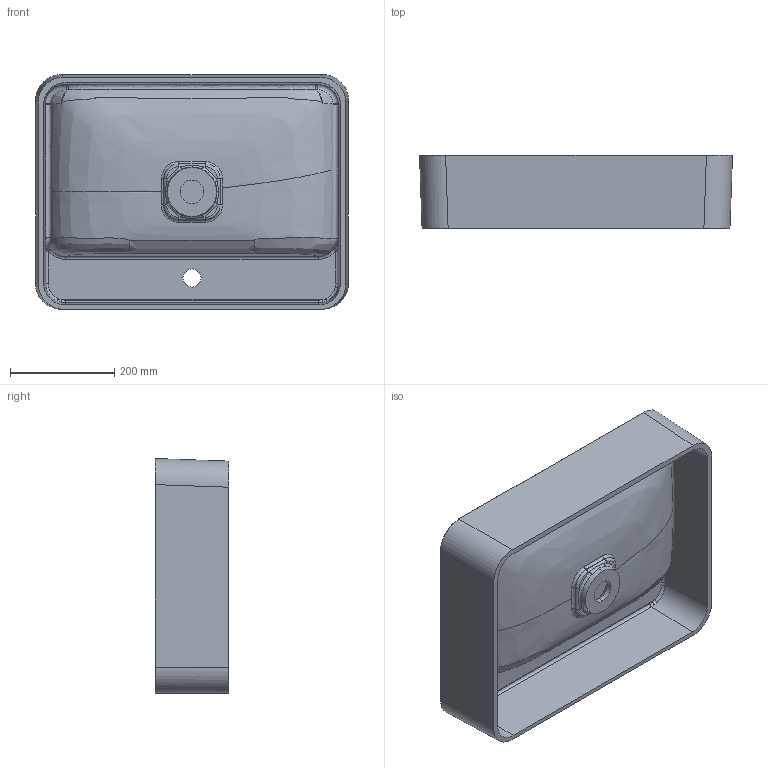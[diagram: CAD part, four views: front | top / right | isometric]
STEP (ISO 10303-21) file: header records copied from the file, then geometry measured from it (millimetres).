
FILE_DESCRIPTION (( 'STEP AP214' ), '1' );
FILE_NAME ('Marrakesh.STEP', '2020-09-17T06:41:25', ( '' ), ( '' ), 'SwSTEP 2.0', 'SolidWorks 2018', '' );
FILE_SCHEMA (( 'AUTOMOTIVE_DESIGN' ));
Length unit declared in the file: millimetre
Products named in the file (1): Marrakesh
Bounding box: 600 x 140 x 450.24 mm (x, y, z)
Volume: 7066971.6 mm3; surface area: 1143722.4 mm2
Topology: 2 solids, 2 shells, 252 faces, 628 edges, 370 vertices
Faces by surface type: bspline 142, plane 39, cylinder 35, torus 20, cone 16
Entity records: 71791 total; most frequent: CARTESIAN_POINT 66939, ORIENTED_EDGE 1230, DIRECTION 678, EDGE_CURVE 615, VERTEX_POINT 370, B_SPLINE_CURVE_WITH_KNOTS 312, AXIS2_PLACEMENT_3D 280, EDGE_LOOP 259
